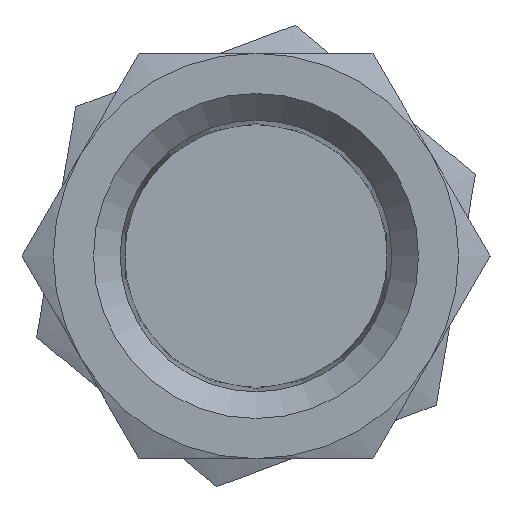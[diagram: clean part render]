
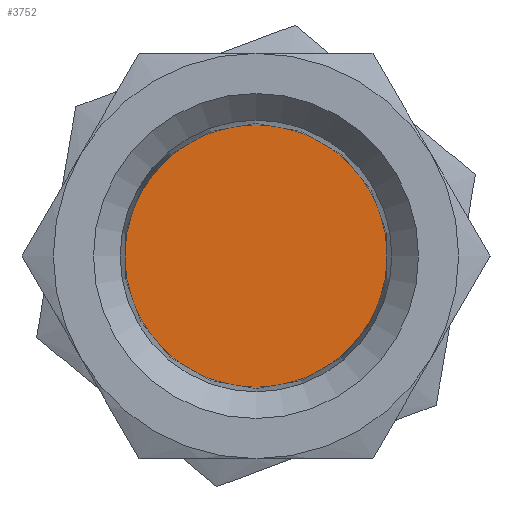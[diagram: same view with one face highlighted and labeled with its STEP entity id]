
A CAD part, left-side view. The second image highlights one B-rep face of the part: STEP entity #3752.
In plain terms, the highlighted free-form (B-spline) face has degree [1, 1] with [2, 2] control points.
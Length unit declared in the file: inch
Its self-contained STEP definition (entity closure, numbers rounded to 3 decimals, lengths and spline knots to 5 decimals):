
#3732=CARTESIAN_POINT('',(1.15,0.0,0.3435));
#3733=VERTEX_POINT('',#3732);
#3734=CARTESIAN_POINT('',(1.15,0.0,0.0));
#3735=DIRECTION('',(-1.0,0.0,0.0));
#3736=DIRECTION('',(0.0,0.0,1.0));
#3737=AXIS2_PLACEMENT_3D('',#3734,#3735,#3736);
#3738=CIRCLE('',#3737,0.3435);
#3739=EDGE_CURVE('',#3733,#3733,#3738,.T.);
#3744=CARTESIAN_POINT('',(1.15,0.3435,-0.3435));
#3745=CARTESIAN_POINT('',(1.15,0.3435,0.3435));
#3746=CARTESIAN_POINT('',(1.15,-0.3435,-0.3435));
#3747=CARTESIAN_POINT('',(1.15,-0.3435,0.3435));
#3748=B_SPLINE_SURFACE_WITH_KNOTS('',1,1,((#3744,#3746),(#3745,#3747)),.UNSPECIFIED.,.F.,.F.,.U.,(2,2),(2,2),(0.0,0.687),(0.0,0.687),.UNSPECIFIED.);
#3749=ORIENTED_EDGE('',*,*,#3739,.T.);
#3750=EDGE_LOOP('',(#3749));
#3751=FACE_OUTER_BOUND('',#3750,.T.);
#3752=ADVANCED_FACE('',(#3751),#3748,.F.);
